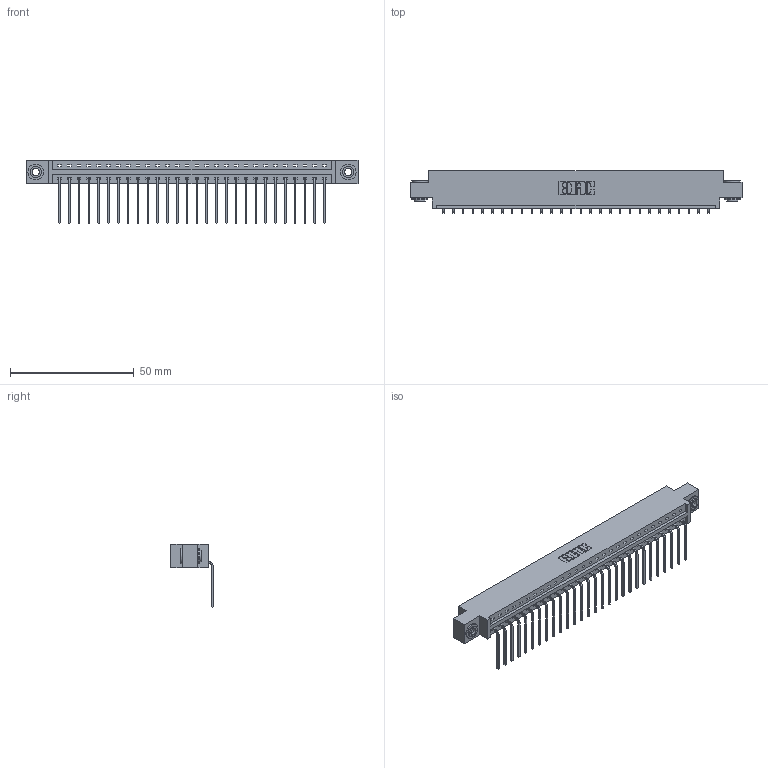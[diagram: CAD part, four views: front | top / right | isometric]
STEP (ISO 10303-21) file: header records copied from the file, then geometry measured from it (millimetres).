
FILE_DESCRIPTION (( 'STEP AP203' ), '1' );
FILE_NAME ('337-028-559-603.STEP', '2018-08-06T12:29:19', ( '' ), ( '' ), 'SwSTEP 2.0', 'SolidWorks 2016', '' );
FILE_SCHEMA (( 'CONFIG_CONTROL_DESIGN' ));
Length unit declared in the file: inch
Products named in the file (4): 337 Part_0.170 Offset - 0.156 Dia-TH; 345-292-001_558 559 Tail - 1; 345-250-002_345-250-002-102; 337-028-559-603
Assembly tree (31 placements, depth 2):
  337-028-559-603
    337 Part_0.170 Offset - 0.156 Dia-TH
    345-292-001_558 559 Tail - 1  x28
    345-250-002_345-250-002-102  x2
Bounding box: 133.96 x 17.09 x 25.53 mm (x, y, z)
Volume: 13742.8 mm3; surface area: 15025.7 mm2
Topology: 31 solids, 31 shells, 1948 faces, 5831 edges, 3846 vertices
Faces by surface type: plane 1428, cylinder 512, cone 8
Entity records: 23490 total; most frequent: CARTESIAN_POINT 4069, ORIENTED_EDGE 4026, DIRECTION 3487, EDGE_CURVE 2013, VECTOR 1861, LINE 1861, VERTEX_POINT 1338, AXIS2_PLACEMENT_3D 813
